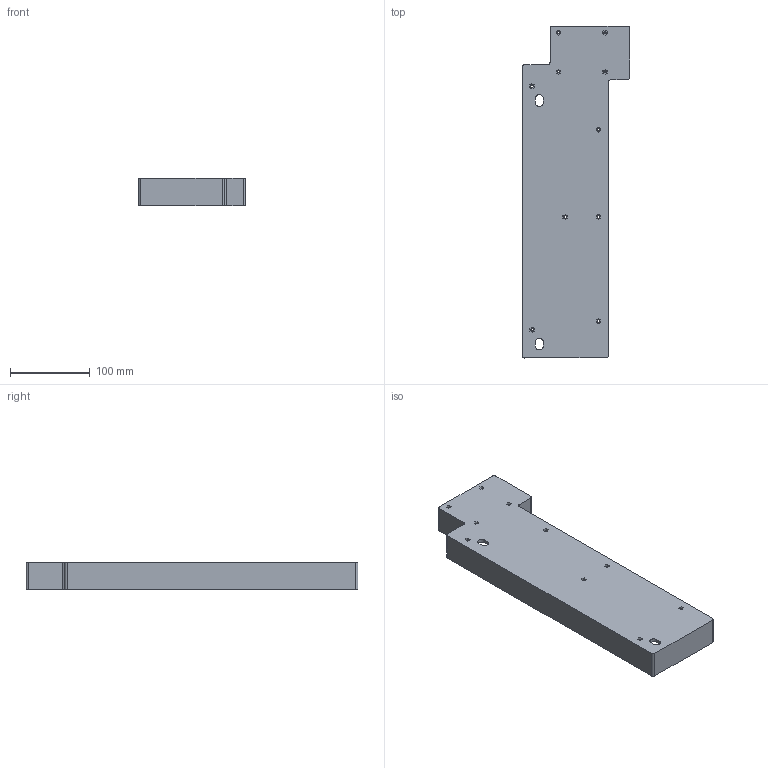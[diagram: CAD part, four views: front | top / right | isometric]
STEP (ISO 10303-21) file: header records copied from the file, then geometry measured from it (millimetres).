
FILE_DESCRIPTION(/* description */ (''),/* implementation_level */ '2;1');
FILE_NAME(/* name */ 'Base.step',/* time_stamp */ '2024-03-20T15:47:39Z',/* author */ (''),/* organization */ (''),/* preprocessor_version */ 'ST-DEVELOPER v20',/* originating_system */ 'Autodesk Translation Framework v12.20.1.177',/* authorisation */ '');
FILE_SCHEMA (('AUTOMOTIVE_DESIGN { 1 0 10303 214 3 1 1 }'));
Length unit declared in the file: millimetre
Products named in the file (2): Base; Component1
Assembly tree (1 placements, depth 2):
  Base
    Component1
Bounding box: 134.21 x 415.54 x 34.4 mm (x, y, z)
Volume: 290610.8 mm3; surface area: 155832 mm2
Topology: 1 solids, 1 shells, 146 faces, 400 edges, 266 vertices
Faces by surface type: plane 108, cylinder 38
Full cylindrical faces by diameter (mm): 2.75 x4, 3.4 x6
Entity records: 4725 total; most frequent: CARTESIAN_POINT 834, ORIENTED_EDGE 800, DIRECTION 770, EDGE_CURVE 400, LINE 322, VECTOR 322, VERTEX_POINT 266, AXIS2_PLACEMENT_3D 224
